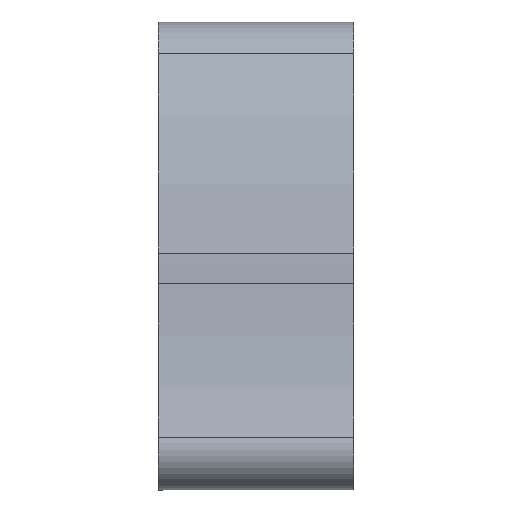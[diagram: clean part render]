
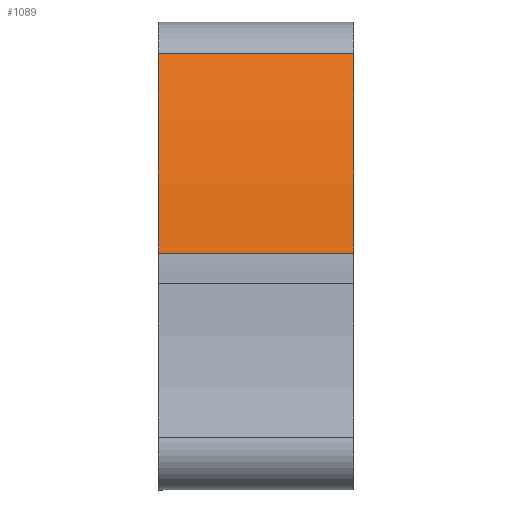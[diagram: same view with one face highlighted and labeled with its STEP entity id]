
A CAD part, top view. The second image highlights one B-rep face of the part: STEP entity #1089.
In plain terms, the highlighted cylindrical face has radius 50 mm (diameter 100 mm), a partial arc.
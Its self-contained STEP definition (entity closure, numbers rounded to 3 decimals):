
#90=FACE_OUTER_BOUND('',#146,.T.);
#146=EDGE_LOOP('',(#878,#879,#880,#881));
#217=LINE('',#1724,#323);
#249=LINE('',#1817,#355);
#323=VECTOR('',#1372,30.);
#355=VECTOR('',#1456,5.);
#400=CIRCLE('',#1148,50.);
#423=CIRCLE('',#1200,50.);
#459=VERTEX_POINT('',#1633);
#460=VERTEX_POINT('',#1635);
#495=VERTEX_POINT('',#1723);
#524=VERTEX_POINT('',#1815);
#572=EDGE_CURVE('',#460,#459,#400,.T.);
#616=EDGE_CURVE('',#460,#495,#217,.T.);
#661=EDGE_CURVE('',#524,#459,#249,.T.);
#662=EDGE_CURVE('',#524,#495,#423,.T.);
#878=ORIENTED_EDGE('',*,*,#616,.F.);
#879=ORIENTED_EDGE('',*,*,#572,.T.);
#880=ORIENTED_EDGE('',*,*,#661,.F.);
#881=ORIENTED_EDGE('',*,*,#662,.T.);
#1051=CYLINDRICAL_SURFACE('',#1199,50.);
#1089=ADVANCED_FACE('',(#90),#1051,.T.);
#1148=AXIS2_PLACEMENT_3D('',#1636,#1294,#1295);
#1199=AXIS2_PLACEMENT_3D('',#1818,#1457,#1458);
#1200=AXIS2_PLACEMENT_3D('',#1819,#1459,#1460);
#1294=DIRECTION('center_axis',(-1.,0.,0.));
#1295=DIRECTION('ref_axis',(0.,0.102,0.995));
#1372=DIRECTION('',(-1.,0.,0.));
#1456=DIRECTION('',(1.,0.,0.));
#1457=DIRECTION('center_axis',(-1.,0.,0.));
#1458=DIRECTION('ref_axis',(0.,0.102,0.995));
#1459=DIRECTION('center_axis',(1.,0.,0.));
#1460=DIRECTION('ref_axis',(0.,0.102,0.995));
#1633=CARTESIAN_POINT('',(8.258,25.135,10.518));
#1635=CARTESIAN_POINT('',(8.258,8.264,15.884));
#1636=CARTESIAN_POINT('Origin',(8.258,1.784,-33.695));
#1723=CARTESIAN_POINT('',(-8.258,8.264,15.884));
#1724=CARTESIAN_POINT('',(-4.254,8.264,15.884));
#1815=CARTESIAN_POINT('',(-8.258,25.135,10.518));
#1817=CARTESIAN_POINT('',(-4.254,25.135,10.518));
#1818=CARTESIAN_POINT('Origin',(-4.254,1.784,-33.695));
#1819=CARTESIAN_POINT('Origin',(-8.258,1.784,-33.695));
